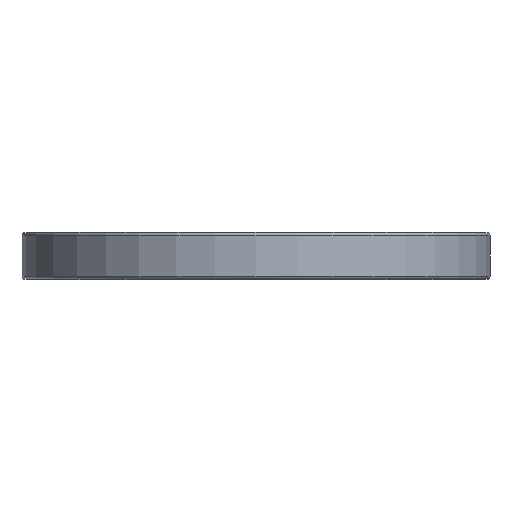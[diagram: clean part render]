
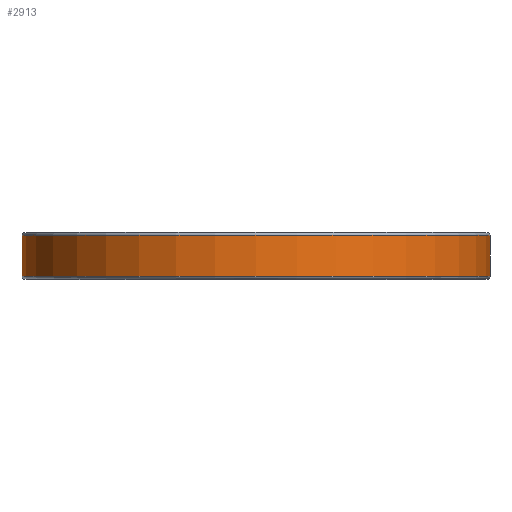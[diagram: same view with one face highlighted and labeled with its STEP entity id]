
A CAD part, top view. The second image highlights one B-rep face of the part: STEP entity #2913.
In plain terms, the highlighted cylindrical face has radius 8 mm (diameter 16 mm), a full revolution.
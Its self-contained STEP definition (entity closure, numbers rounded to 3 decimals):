
#306 = AXIS2_PLACEMENT_3D ( 'NONE', #1691, #526, #13725 ) ;
#381 = EDGE_LOOP ( 'NONE', ( #9672 ) ) ;
#526 = DIRECTION ( 'NONE',  ( 0., -1., 0. ) ) ;
#1225 = DIRECTION ( 'NONE',  ( 0., 0., -1. ) ) ;
#1691 = CARTESIAN_POINT ( 'NONE',  ( 0., 1.5, 0. ) ) ;
#2237 = AXIS2_PLACEMENT_3D ( 'NONE', #5103, #13585, #11251 ) ;
#2913 = ADVANCED_FACE ( 'NONE', ( #5946, #11838 ), #11286, .T. ) ;
#3349 = VERTEX_POINT ( 'NONE', #12357 ) ;
#3870 = AXIS2_PLACEMENT_3D ( 'NONE', #12023, #10845, #1225 ) ;
#4211 = EDGE_LOOP ( 'NONE', ( #15113 ) ) ;
#4223 = EDGE_CURVE ( 'NONE', #12049, #12049, #11250, .T. ) ;
#4599 = CIRCLE ( 'NONE', #2237, 8. ) ;
#4908 = EDGE_CURVE ( 'NONE', #3349, #3349, #4599, .T. ) ;
#5103 = CARTESIAN_POINT ( 'NONE',  ( 0., 0.1, 0. ) ) ;
#5946 = FACE_OUTER_BOUND ( 'NONE', #4211, .T. ) ;
#9672 = ORIENTED_EDGE ( 'NONE', *, *, #4223, .T. ) ;
#9810 = CARTESIAN_POINT ( 'NONE',  ( 0., 1.5, 8. ) ) ;
#10845 = DIRECTION ( 'NONE',  ( 0., -1., 0. ) ) ;
#11250 = CIRCLE ( 'NONE', #306, 8. ) ;
#11251 = DIRECTION ( 'NONE',  ( 0., 0., 1. ) ) ;
#11286 = CYLINDRICAL_SURFACE ( 'NONE', #3870, 8. ) ;
#11838 = FACE_OUTER_BOUND ( 'NONE', #381, .T. ) ;
#12023 = CARTESIAN_POINT ( 'NONE',  ( 0., 1.6, 0. ) ) ;
#12049 = VERTEX_POINT ( 'NONE', #9810 ) ;
#12357 = CARTESIAN_POINT ( 'NONE',  ( 0., 0.1, 8. ) ) ;
#13585 = DIRECTION ( 'NONE',  ( 0., 1., 0. ) ) ;
#13725 = DIRECTION ( 'NONE',  ( 0., 0., 1. ) ) ;
#15113 = ORIENTED_EDGE ( 'NONE', *, *, #4908, .T. ) ;
